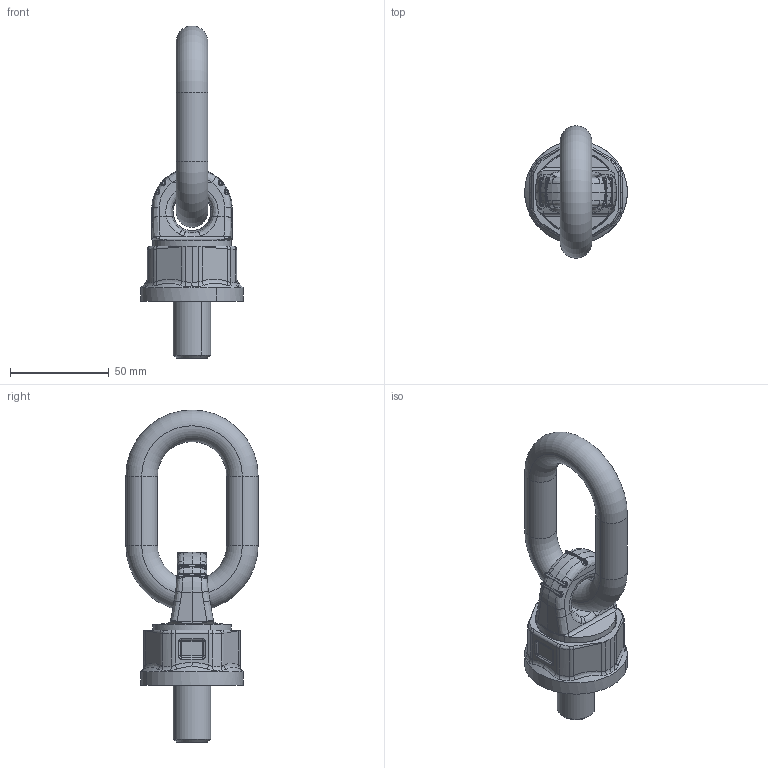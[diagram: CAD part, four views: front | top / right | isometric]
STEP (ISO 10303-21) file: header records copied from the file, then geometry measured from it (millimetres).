
FILE_DESCRIPTION(('CATIA V5 STEP Exchange'),'2;1');
FILE_NAME('8-252-025-01.stp','2017-09-27T05:49:28+00:00',('none'),('none'),'CATIA Version 5 Release 21 GA (IN-10)','CATIA V5 STEP AP203','none');
FILE_SCHEMA(('CONFIG_CONTROL_DESIGN'));
Length unit declared in the file: millimetre
Products named in the file (1): 產品1
Assembly tree (2 placements, depth 2):
  產品1
    #58
    #5248
Bounding box: 51.99 x 67 x 168.2 mm (x, y, z)
Volume: 135271.8 mm3; surface area: 29572.1 mm2
Topology: 3 solids, 3 shells, 408 faces, 966 edges, 559 vertices
Faces by surface type: bspline 224, cylinder 84, plane 42, torus 30, cone 16, sphere 8, revolution 4
Entity records: 26804 total; most frequent: CARTESIAN_POINT 19700, ORIENTED_EDGE 1916, EDGE_CURVE 958, B_SPLINE_CURVE_WITH_KNOTS 646, DIRECTION 602, VERTEX_POINT 559, EDGE_LOOP 415, ADVANCED_FACE 408
